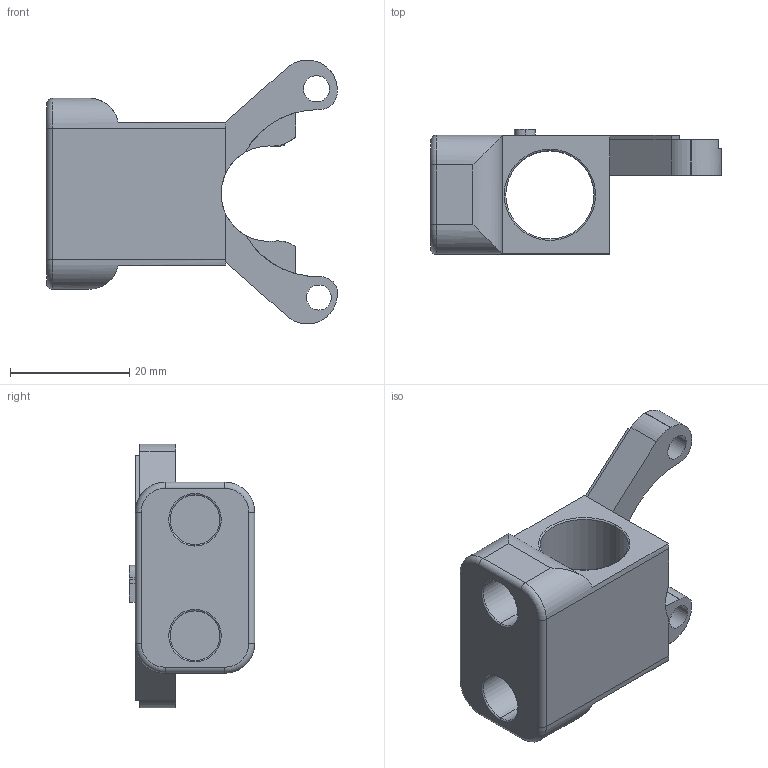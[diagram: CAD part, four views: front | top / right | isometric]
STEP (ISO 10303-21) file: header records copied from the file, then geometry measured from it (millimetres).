
FILE_DESCRIPTION (( 'STEP AP214' ), '1' );
FILE_NAME ('5slider3.STEP', '2022-10-08T16:18:51', ( '' ), ( '' ), 'SwSTEP 2.0', 'SolidWorks 2021', '' );
FILE_SCHEMA (( 'AUTOMOTIVE_DESIGN' ));
Length unit declared in the file: millimetre
Products named in the file (1): 5slider3
Bounding box: 48.74 x 21 x 44.2 mm (x, y, z)
Volume: 12317.8 mm3; surface area: 6353.5 mm2
Topology: 1 solids, 1 shells, 122 faces, 325 edges, 208 vertices
Faces by surface type: plane 61, cylinder 41, torus 12, bspline 8
Entity records: 4306 total; most frequent: CARTESIAN_POINT 1191, ORIENTED_EDGE 650, DIRECTION 648, EDGE_CURVE 325, AXIS2_PLACEMENT_3D 229, VERTEX_POINT 208, LINE 190, VECTOR 190
